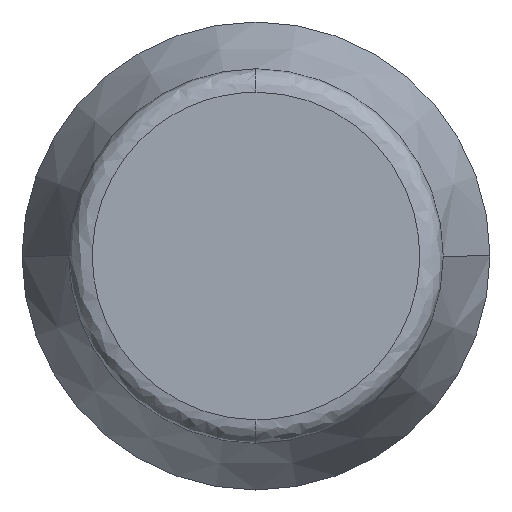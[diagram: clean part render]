
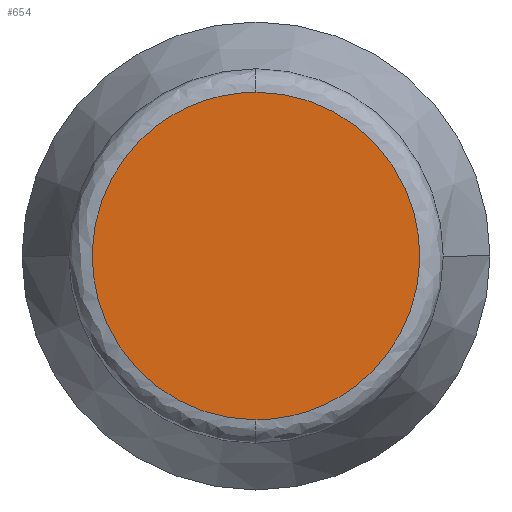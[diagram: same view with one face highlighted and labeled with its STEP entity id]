
A CAD part, front view. The second image highlights one B-rep face of the part: STEP entity #654.
In plain terms, the highlighted planar face has unit normal (0, -1, 0).
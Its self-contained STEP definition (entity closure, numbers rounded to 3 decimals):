
#9 = EDGE_CURVE ( 'NONE', #522, #538, #437, .T. ) ;
#11 = AXIS2_PLACEMENT_3D ( 'NONE', #198, #195, #194 ) ;
#36 = EDGE_CURVE ( 'NONE', #538, #522, #429, .T. ) ;
#151 = CARTESIAN_POINT ( 'NONE',  ( -7., 0., 3.5 ) ) ;
#160 = CARTESIAN_POINT ( 'NONE',  ( -7., 0., -3.5 ) ) ;
#161 = CARTESIAN_POINT ( 'NONE',  ( 0., 0., -3.5 ) ) ;
#163 = CARTESIAN_POINT ( 'NONE',  ( 0., 0., 3.5 ) ) ;
#194 = DIRECTION ( 'NONE',  ( 0., 0., -1. ) ) ;
#195 = DIRECTION ( 'NONE',  ( 0., -1., 0. ) ) ;
#197 = PLANE ( 'NONE',  #11 ) ;
#198 = CARTESIAN_POINT ( 'NONE',  ( -3.542, 0., 3.542 ) ) ;
#209 = CARTESIAN_POINT ( 'NONE',  ( 0., 0., -3.5 ) ) ;
#213 = CARTESIAN_POINT ( 'NONE',  ( 7., 0., -3.5 ) ) ;
#253 = CARTESIAN_POINT ( 'NONE',  ( 0., 0., 3.5 ) ) ;
#283 = CARTESIAN_POINT ( 'NONE',  ( 7., 0., 3.5 ) ) ;
#335 = CARTESIAN_POINT ( 'NONE',  ( 0., 0., 3.5 ) ) ;
#347 = CARTESIAN_POINT ( 'NONE',  ( 0., 0., -3.5 ) ) ;
#429 =( BOUNDED_CURVE ( )  B_SPLINE_CURVE ( 3, ( #253, #283, #213, #209 ),
 .UNSPECIFIED., .F., .T. ) 
 B_SPLINE_CURVE_WITH_KNOTS ( ( 4, 4 ),
 ( 0., 1. ),
 .UNSPECIFIED. ) 
 CURVE ( )  GEOMETRIC_REPRESENTATION_ITEM ( )  RATIONAL_B_SPLINE_CURVE ( ( 0.957, 0.319, 0.319, 0.957 ) ) 
 REPRESENTATION_ITEM ( '' )  );
#437 =( BOUNDED_CURVE ( )  B_SPLINE_CURVE ( 3, ( #161, #160, #151, #163 ),
 .UNSPECIFIED., .F., .F. ) 
 B_SPLINE_CURVE_WITH_KNOTS ( ( 4, 4 ),
 ( 0., 1. ),
 .UNSPECIFIED. ) 
 CURVE ( )  GEOMETRIC_REPRESENTATION_ITEM ( )  RATIONAL_B_SPLINE_CURVE ( ( 0.957, 0.319, 0.319, 0.957 ) ) 
 REPRESENTATION_ITEM ( '' )  );
#488 = FACE_OUTER_BOUND ( 'NONE', #630, .T. ) ;
#522 = VERTEX_POINT ( 'NONE', #347 ) ;
#538 = VERTEX_POINT ( 'NONE', #335 ) ;
#605 = ORIENTED_EDGE ( 'NONE', *, *, #36, .F. ) ;
#619 = ORIENTED_EDGE ( 'NONE', *, *, #9, .F. ) ;
#630 = EDGE_LOOP ( 'NONE', ( #605, #619 ) ) ;
#654 = ADVANCED_FACE ( 'NONE', ( #488 ), #197, .T. ) ;
